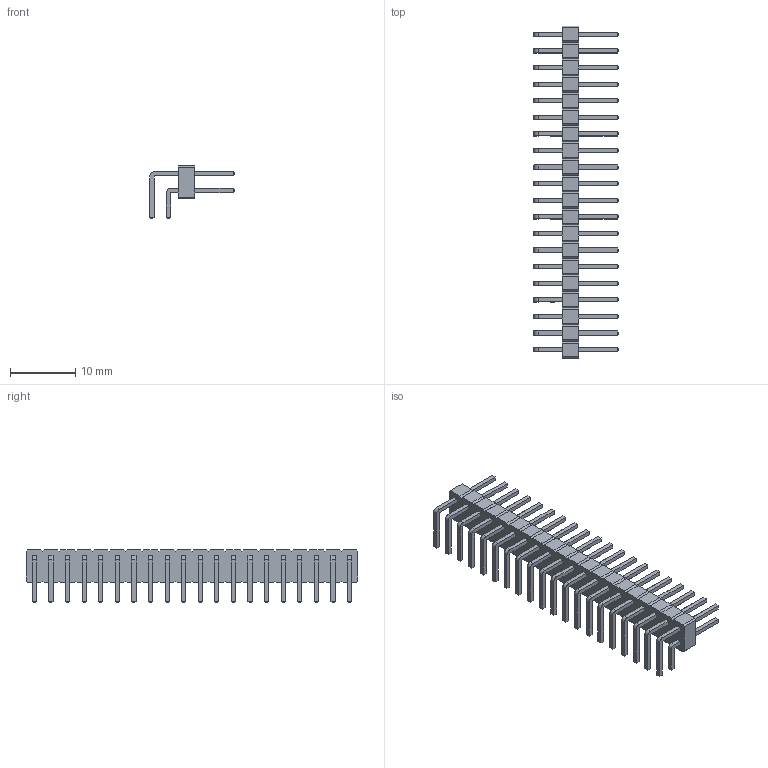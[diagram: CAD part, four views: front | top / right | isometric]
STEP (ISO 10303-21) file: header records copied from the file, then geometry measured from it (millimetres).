
FILE_DESCRIPTION(/* description */ ('model of PinHeader_2x20_P2.54mm_Horizontal'),/* implementation_level */ '2;1');
FILE_NAME(/* name */ 'PinHeader_2x20_P2.54mm_Horizontal.step',/* time_stamp */ '2018-01-24T13:22:01',/* author */ ('kicad StepUp','ksu'),/* organization */ ('FreeCAD'),/* preprocessor_version */ 'OCC',/* originating_system */ 'kicad StepUp',/* authorisation */ '');
FILE_SCHEMA(('AUTOMOTIVE_DESIGN { 1 0 10303 214 1 1 1 1 }'));
Length unit declared in the file: millimetre
Products named in the file (2): PinHeader_2x20_P254mm_Horizontal; Shape0_00986895544538
Bounding box: 12.9 x 50.8 x 8.08 mm (x, y, z)
Volume: 920.6 mm3; surface area: 2535.2 mm2
Topology: 41 solids, 41 shells, 804 faces, 1846 edges, 1124 vertices
Faces by surface type: plane 764, cylinder 40
Entity records: 14202 total; most frequent: ORIENTED_EDGE 2730, CARTESIAN_POINT 2327, EDGE_CURVE 1846, LINE 1766, VERTEX_POINT 1124, AXIS2_PLACEMENT_3D 885, ADVANCED_FACE 804, FACE_BOUND 804
